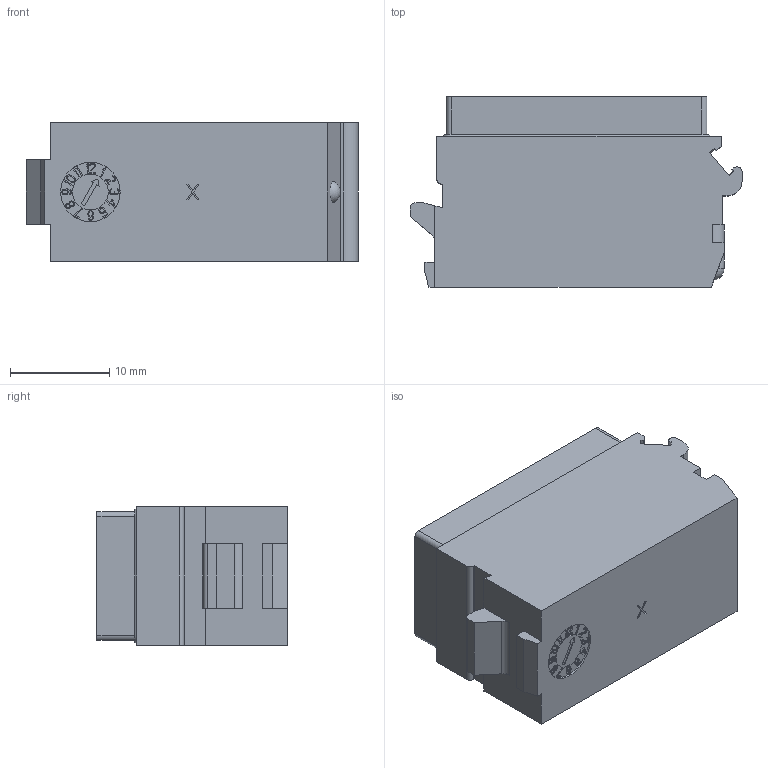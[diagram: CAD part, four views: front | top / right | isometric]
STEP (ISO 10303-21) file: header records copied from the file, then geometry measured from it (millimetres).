
FILE_DESCRIPTION((''),'2;1');
FILE_NAME('00175520102','2019-10-30T',('presta_be4'),(''),'CREO PARAMETRIC BY PTC INC, 2018360','CREO PARAMETRIC BY PTC INC, 2018360','');
FILE_SCHEMA(('CONFIG_CONTROL_DESIGN'));
Products named in the file (1): 00175520102
Bounding box: 33.5 x 19.21 x 14 mm (x, y, z)
Volume: 4728.8 mm3; surface area: 5538.9 mm2
Topology: 1 solids, 1 shells, 2202 faces, 5518 edges, 3434 vertices
Faces by surface type: plane 1276, torus 396, cylinder 341, cone 188, sphere 1
Entity records: 65122 total; most frequent: DIRECTION 11421, CARTESIAN_POINT 11347, ORIENTED_EDGE 11036, EDGE_CURVE 5518, VECTOR 3967, LINE 3967, AXIS2_PLACEMENT_3D 3727, VERTEX_POINT 3434
